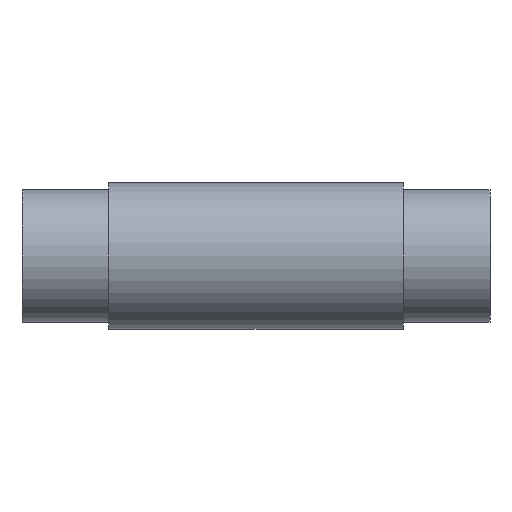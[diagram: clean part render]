
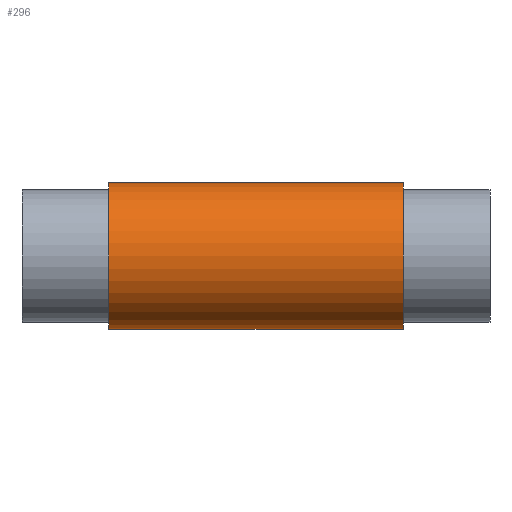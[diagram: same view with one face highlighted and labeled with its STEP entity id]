
A CAD part, left-side view. The second image highlights one B-rep face of the part: STEP entity #296.
In plain terms, the highlighted cylindrical face has radius 21.2 mm (diameter 42.4 mm), a full revolution.
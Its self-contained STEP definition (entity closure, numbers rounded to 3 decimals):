
#37=ELLIPSE('',#357,29.981,21.2);
#38=ELLIPSE('',#358,29.981,21.2);
#39=ELLIPSE('',#359,29.981,21.2);
#40=ELLIPSE('',#360,29.981,21.2);
#57=FACE_OUTER_BOUND('',#83,.T.);
#83=EDGE_LOOP('',(#256,#257,#258,#259,#260,#261,#262,#263,#264,#265));
#98=LINE('',#549,#110);
#99=LINE('',#551,#111);
#110=VECTOR('',#463,21.2);
#111=VECTOR('',#464,21.2);
#128=CIRCLE('',#363,21.2);
#129=CIRCLE('',#364,21.2);
#150=VERTEX_POINT('',#536);
#151=VERTEX_POINT('',#538);
#152=VERTEX_POINT('',#540);
#153=VERTEX_POINT('',#542);
#154=VERTEX_POINT('',#547);
#155=VERTEX_POINT('',#550);
#186=EDGE_CURVE('',#151,#150,#37,.T.);
#187=EDGE_CURVE('',#152,#151,#38,.T.);
#188=EDGE_CURVE('',#153,#152,#39,.T.);
#189=EDGE_CURVE('',#150,#153,#40,.T.);
#190=EDGE_CURVE('',#154,#154,#128,.T.);
#191=EDGE_CURVE('',#154,#152,#98,.T.);
#192=EDGE_CURVE('',#150,#155,#99,.T.);
#193=EDGE_CURVE('',#155,#155,#129,.T.);
#256=ORIENTED_EDGE('',*,*,#190,.F.);
#257=ORIENTED_EDGE('',*,*,#191,.T.);
#258=ORIENTED_EDGE('',*,*,#187,.T.);
#259=ORIENTED_EDGE('',*,*,#186,.T.);
#260=ORIENTED_EDGE('',*,*,#192,.T.);
#261=ORIENTED_EDGE('',*,*,#193,.T.);
#262=ORIENTED_EDGE('',*,*,#192,.F.);
#263=ORIENTED_EDGE('',*,*,#189,.T.);
#264=ORIENTED_EDGE('',*,*,#188,.T.);
#265=ORIENTED_EDGE('',*,*,#191,.F.);
#279=CYLINDRICAL_SURFACE('',#362,21.2);
#296=ADVANCED_FACE('',(#57),#279,.T.);
#357=AXIS2_PLACEMENT_3D('',#539,#449,#450);
#358=AXIS2_PLACEMENT_3D('',#541,#451,#452);
#359=AXIS2_PLACEMENT_3D('',#543,#453,#454);
#360=AXIS2_PLACEMENT_3D('',#544,#455,#456);
#362=AXIS2_PLACEMENT_3D('',#546,#459,#460);
#363=AXIS2_PLACEMENT_3D('',#548,#461,#462);
#364=AXIS2_PLACEMENT_3D('',#552,#465,#466);
#449=DIRECTION('center_axis',(-0.707,-0.707,0.));
#450=DIRECTION('ref_axis',(-0.707,0.707,0.));
#451=DIRECTION('center_axis',(-0.707,0.707,0.));
#452=DIRECTION('ref_axis',(0.707,0.707,0.));
#453=DIRECTION('center_axis',(-0.707,0.707,0.));
#454=DIRECTION('ref_axis',(0.707,0.707,0.));
#455=DIRECTION('center_axis',(-0.707,-0.707,0.));
#456=DIRECTION('ref_axis',(-0.707,0.707,0.));
#459=DIRECTION('center_axis',(0.,1.,0.));
#460=DIRECTION('ref_axis',(-1.,0.,0.));
#461=DIRECTION('center_axis',(0.,1.,0.));
#462=DIRECTION('ref_axis',(-1.,0.,0.));
#463=DIRECTION('',(0.,-1.,0.));
#464=DIRECTION('',(0.,-1.,0.));
#465=DIRECTION('center_axis',(0.,1.,0.));
#466=DIRECTION('ref_axis',(-1.,0.,0.));
#536=CARTESIAN_POINT('',(21.2,21.3,0.));
#538=CARTESIAN_POINT('',(0.,42.5,-21.2));
#539=CARTESIAN_POINT('Origin',(0.,42.5,0.));
#540=CARTESIAN_POINT('',(21.2,63.7,0.));
#541=CARTESIAN_POINT('Origin',(0.,42.5,0.));
#542=CARTESIAN_POINT('',(0.,42.5,21.2));
#543=CARTESIAN_POINT('Origin',(0.,42.5,0.));
#544=CARTESIAN_POINT('Origin',(0.,42.5,0.));
#546=CARTESIAN_POINT('Origin',(0.,0.,0.));
#547=CARTESIAN_POINT('',(21.2,85.,0.));
#548=CARTESIAN_POINT('Origin',(0.,85.,0.));
#549=CARTESIAN_POINT('',(21.2,0.,0.));
#550=CARTESIAN_POINT('',(21.2,0.,0.));
#551=CARTESIAN_POINT('',(21.2,0.,0.));
#552=CARTESIAN_POINT('Origin',(0.,0.,0.));
